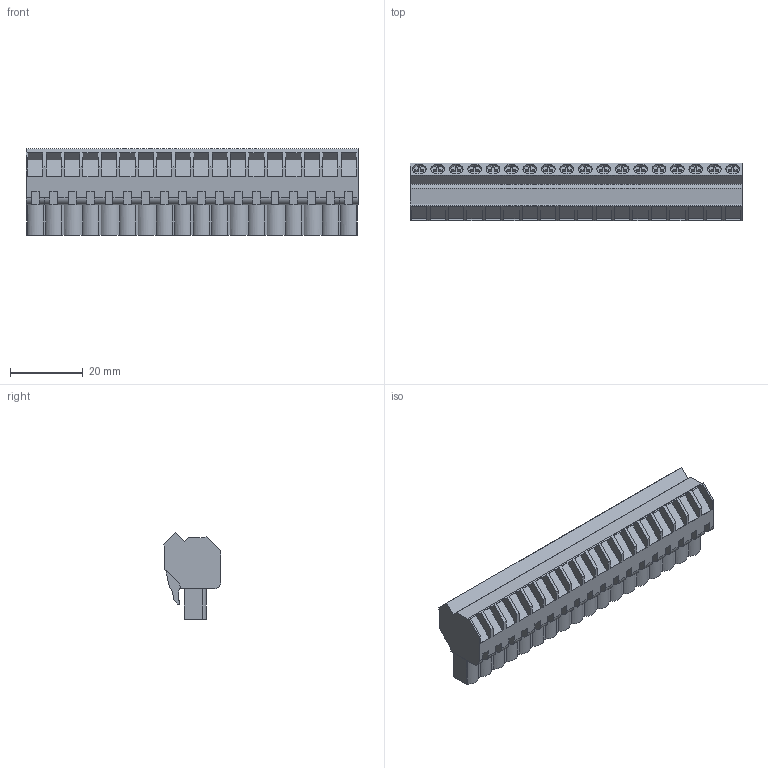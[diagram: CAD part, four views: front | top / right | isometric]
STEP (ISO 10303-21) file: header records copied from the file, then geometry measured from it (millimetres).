
FILE_DESCRIPTION(('CATIA V5 STEP Exchange','CAx-IF Rec.Pracs.--- Model Styling and Organization---1.2---2011-12-15'),'2;1');
FILE_NAME ('D1460070_0_1946410000_1946410000.stp','2017-09-23T15:17:28+00:00',('none'),('Weidmueller'),'CATIA Version 5-6 Release 2014','CATIA V5 STEP AP214','none');
FILE_SCHEMA(('AUTOMOTIVE_DESIGN { 1 0 10303 214 1 1 1 1 }'));
Length unit declared in the file: millimetre
Products named in the file (1): 1946410000
Bounding box: 91.44 x 15.88 x 23.77 mm (x, y, z)
Volume: 19599.1 mm3; surface area: 10455.6 mm2
Topology: 19 solids, 19 shells, 948 faces, 2747 edges, 1874 vertices
Faces by surface type: plane 757, cylinder 187, extrusion 4
Entity records: 28854 total; most frequent: ORIENTED_EDGE 5494, CARTESIAN_POINT 5466, DIRECTION 3755, EDGE_CURVE 2747, VECTOR 2299, LINE 2295, VERTEX_POINT 1874, EDGE_LOOP 985
